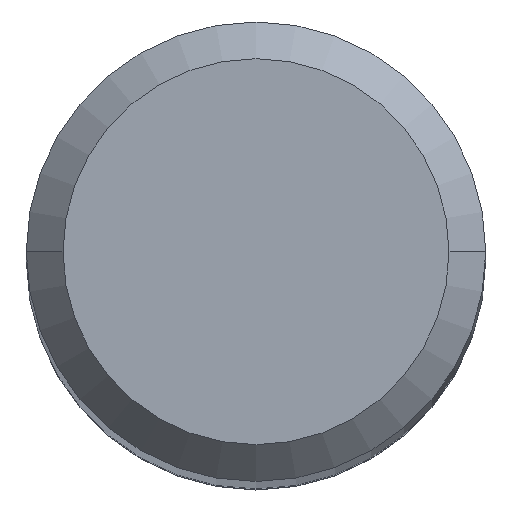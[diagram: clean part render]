
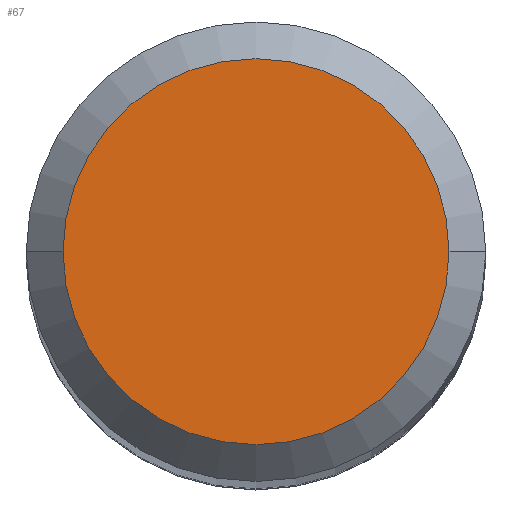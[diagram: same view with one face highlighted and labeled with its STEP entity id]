
A CAD part, top view. The second image highlights one B-rep face of the part: STEP entity #67.
In plain terms, the highlighted planar face has unit normal (0, 0, 1).
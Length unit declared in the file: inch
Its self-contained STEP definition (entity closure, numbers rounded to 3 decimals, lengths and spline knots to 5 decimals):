
#13 = DIRECTION ( 'NONE',  ( 0., 0., 1. ) ) ;
#44 = EDGE_CURVE ( 'NONE', #88, #379, #140, .T. ) ;
#52 = DIRECTION ( 'NONE',  ( 0., 0., 1. ) ) ;
#65 = CIRCLE ( 'NONE', #230, 0.07875 ) ;
#67 = ADVANCED_FACE ( 'NONE', ( #138 ), #276, .T. ) ;
#69 = CARTESIAN_POINT ( 'NONE',  ( 0., 0., 2. ) ) ;
#71 = CARTESIAN_POINT ( 'NONE',  ( 0.07875, 0., 2. ) ) ;
#84 = DIRECTION ( 'NONE',  ( 1., 0., 0. ) ) ;
#88 = VERTEX_POINT ( 'NONE', #71 ) ;
#103 = DIRECTION ( 'NONE',  ( 1., 0., 0. ) ) ;
#106 = DIRECTION ( 'NONE',  ( 1., 0., 0. ) ) ;
#132 = AXIS2_PLACEMENT_3D ( 'NONE', #247, #271, #106 ) ;
#138 = FACE_OUTER_BOUND ( 'NONE', #350, .T. ) ;
#140 = CIRCLE ( 'NONE', #132, 0.07875 ) ;
#190 = ORIENTED_EDGE ( 'NONE', *, *, #44, .T. ) ;
#191 = EDGE_CURVE ( 'NONE', #379, #88, #65, .T. ) ;
#194 = CARTESIAN_POINT ( 'NONE',  ( -0.07875, 0., 2. ) ) ;
#230 = AXIS2_PLACEMENT_3D ( 'NONE', #320, #52, #84 ) ;
#247 = CARTESIAN_POINT ( 'NONE',  ( 0., 0., 2. ) ) ;
#271 = DIRECTION ( 'NONE',  ( 0., 0., 1. ) ) ;
#276 = PLANE ( 'NONE',  #345 ) ;
#306 = ORIENTED_EDGE ( 'NONE', *, *, #191, .T. ) ;
#320 = CARTESIAN_POINT ( 'NONE',  ( 0., 0., 2. ) ) ;
#345 = AXIS2_PLACEMENT_3D ( 'NONE', #69, #13, #103 ) ;
#350 = EDGE_LOOP ( 'NONE', ( #306, #190 ) ) ;
#379 = VERTEX_POINT ( 'NONE', #194 ) ;
